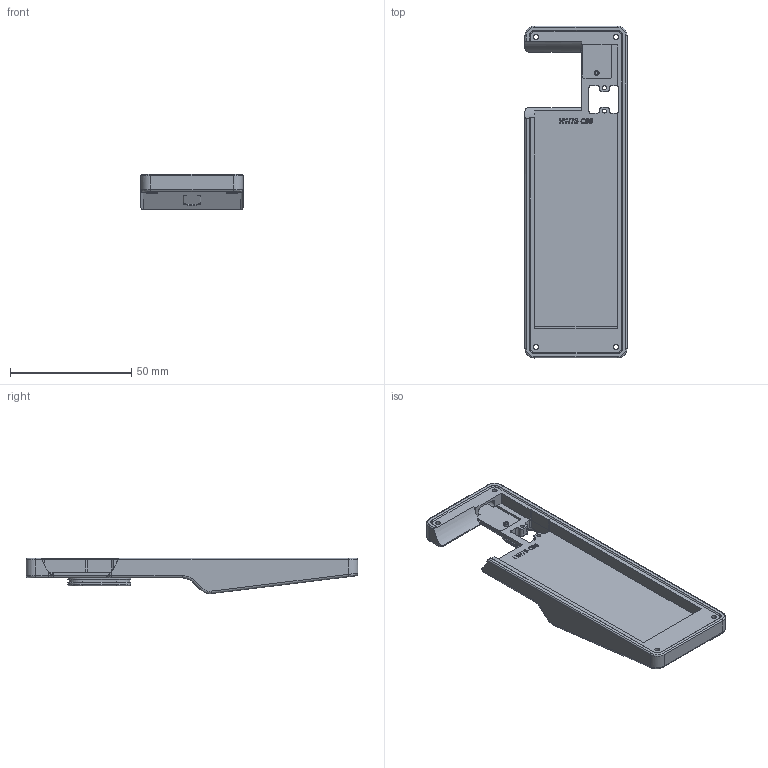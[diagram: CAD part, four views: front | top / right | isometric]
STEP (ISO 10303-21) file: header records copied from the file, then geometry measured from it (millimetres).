
FILE_DESCRIPTION(/* description */ (''),/* implementation_level */ '2;1');
FILE_NAME(/* name */ '底壳.step',/* time_stamp */ '2022-09-02T19:30:07+08:00',/* author */ (''),/* organization */ (''),/* preprocessor_version */ 'ST-DEVELOPER v19',/* originating_system */ 'Autodesk Translation Framework v11.7.0.108',/* authorisation */ '');
FILE_SCHEMA (('AUTOMOTIVE_DESIGN { 1 0 10303 214 3 1 1 }'));
Length unit declared in the file: millimetre
Products named in the file (1): 底壳
Bounding box: 42.1 x 137 x 14.55 mm (x, y, z)
Volume: 29359.3 mm3; surface area: 15869.5 mm2
Topology: 1 solids, 1 shells, 316 faces, 832 edges, 538 vertices
Faces by surface type: plane 155, cylinder 101, bspline 26, torus 18, cone 16
Full cylindrical faces by diameter (mm): 1.2 x1, 1.6 x2, 2 x4, 2.1 x3, 4.5 x4
Entity records: 10805 total; most frequent: CARTESIAN_POINT 2923, ORIENTED_EDGE 1664, DIRECTION 1589, EDGE_CURVE 832, VERTEX_POINT 538, AXIS2_PLACEMENT_3D 533, LINE 523, VECTOR 523
